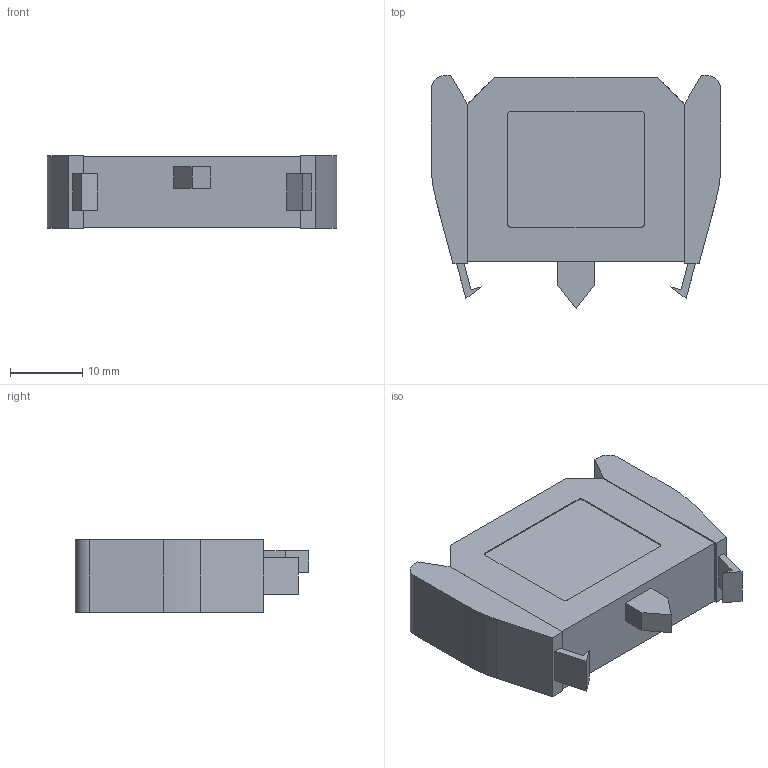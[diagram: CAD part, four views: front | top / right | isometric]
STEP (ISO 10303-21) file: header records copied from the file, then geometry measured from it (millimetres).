
FILE_DESCRIPTION(/* description */ ('STEP AP242','CAx-IF Rec.Pracs.---Representation and Presentation of Product Manufacturing Information (PMI)---4.0---2014-10-13','CAx-IF Rec.Pracs.---3D Tessellated Geometry---0.4---2014-09-14','2;1'),/* implementation_level */ '2;1');
FILE_NAME(/* name */ 'ECX 1040N',/* time_stamp */ '2025-09-19T15:41:19+02:00',/* author */ ('License CC BY-ND 4.0'),/* organization */ ('CADENAS'),/* preprocessor_version */ 'ST-DEVELOPER v19.3',/* originating_system */ 'PARTsolutions',/* authorisation */ ' ');
FILE_SCHEMA (('AP242_MANAGED_MODEL_BASED_3D_ENGINEERING_MIM_LF { 1 0 10303 442 1 1 4 }'));
Length unit declared in the file: millimetre
Products named in the file (1): ECX 1040N
Bounding box: 40 x 32.25 x 10 mm (x, y, z)
Volume: 8856.1 mm3; surface area: 4030.7 mm2
Topology: 1 solids, 1 shells, 109 faces, 263 edges, 170 vertices
Faces by surface type: plane 76, cylinder 25, cone 8
Full cylindrical faces by diameter (mm): 2 x4, 3 x4, 4.7 x2, 6.6 x2
Entity records: 3816 total; most frequent: DIRECTION 525, CARTESIAN_POINT 519, ORIENTED_EDGE 482, EDGE_CURVE 241, LINE 177, VECTOR 177, AXIS2_PLACEMENT_3D 174, VERTEX_POINT 168
